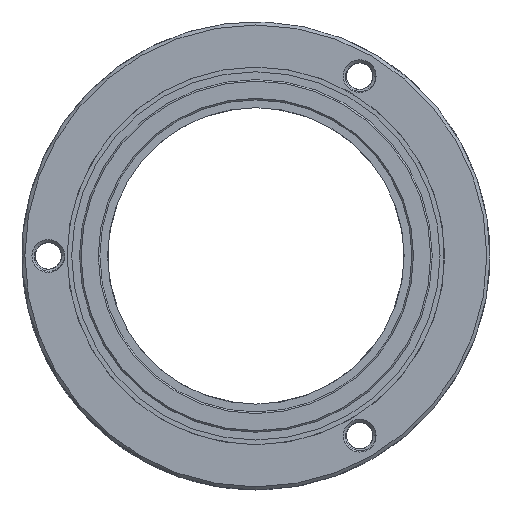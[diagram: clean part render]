
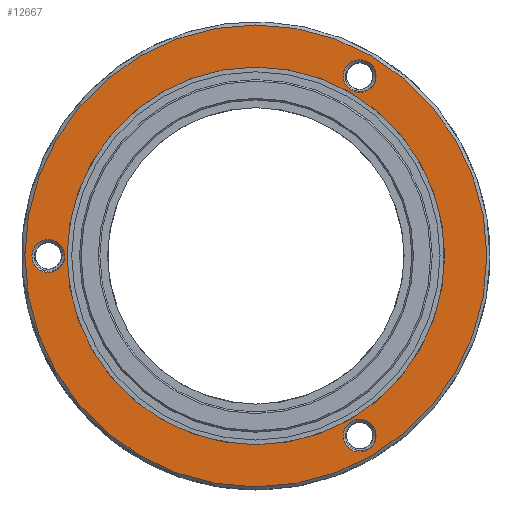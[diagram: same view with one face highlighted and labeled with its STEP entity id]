
A CAD part, left-side view. The second image highlights one B-rep face of the part: STEP entity #12667.
In plain terms, the highlighted planar face has unit normal (-1, 0, 0).
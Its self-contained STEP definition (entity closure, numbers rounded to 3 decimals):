
#386 = DIRECTION ( 'NONE',  ( 1., 0., 0. ) ) ;
#558 = ORIENTED_EDGE ( 'NONE', *, *, #3140, .T. ) ;
#734 = AXIS2_PLACEMENT_3D ( 'NONE', #16159, #23863, #6452 ) ;
#1177 = AXIS2_PLACEMENT_3D ( 'NONE', #2409, #386, #18319 ) ;
#1726 = FACE_OUTER_BOUND ( 'NONE', #24171, .T. ) ;
#1775 = CARTESIAN_POINT ( 'NONE',  ( 8., 0., 0. ) ) ;
#2159 = DIRECTION ( 'NONE',  ( -1., 0., 0. ) ) ;
#2195 = VERTEX_POINT ( 'NONE', #5756 ) ;
#2409 = CARTESIAN_POINT ( 'NONE',  ( 8., -6.65, 11.518 ) ) ;
#2838 = VERTEX_POINT ( 'NONE', #4505 ) ;
#2989 = EDGE_LOOP ( 'NONE', ( #14066 ) ) ;
#3140 = EDGE_CURVE ( 'NONE', #19391, #19391, #16174, .T. ) ;
#3526 = FACE_BOUND ( 'NONE', #14310, .T. ) ;
#3648 = AXIS2_PLACEMENT_3D ( 'NONE', #11626, #8028, #25024 ) ;
#4431 = DIRECTION ( 'NONE',  ( 0., 0., -1. ) ) ;
#4505 = CARTESIAN_POINT ( 'NONE',  ( 8., 0., 12.1 ) ) ;
#4911 = ORIENTED_EDGE ( 'NONE', *, *, #25070, .F. ) ;
#5305 = FACE_BOUND ( 'NONE', #21338, .T. ) ;
#5660 = CIRCLE ( 'NONE', #3648, 12.1 ) ;
#5756 = CARTESIAN_POINT ( 'NONE',  ( 8., 0., -14.8 ) ) ;
#6113 = VERTEX_POINT ( 'NONE', #17836 ) ;
#6320 = AXIS2_PLACEMENT_3D ( 'NONE', #1775, #2159, #19220 ) ;
#6452 = DIRECTION ( 'NONE',  ( 0., 0., -1. ) ) ;
#7247 = EDGE_CURVE ( 'NONE', #17472, #17472, #12171, .T. ) ;
#7325 = DIRECTION ( 'NONE',  ( 1., 0., 0. ) ) ;
#7904 = AXIS2_PLACEMENT_3D ( 'NONE', #23092, #7325, #13473 ) ;
#8028 = DIRECTION ( 'NONE',  ( -1., 0., 0. ) ) ;
#9097 = PLANE ( 'NONE',  #7904 ) ;
#9153 = ORIENTED_EDGE ( 'NONE', *, *, #21883, .T. ) ;
#10533 = CARTESIAN_POINT ( 'NONE',  ( 8., 13.3, 0. ) ) ;
#11626 = CARTESIAN_POINT ( 'NONE',  ( 8., 0., 0. ) ) ;
#11754 = CARTESIAN_POINT ( 'NONE',  ( 8., -6.65, 10.468 ) ) ;
#12171 = CIRCLE ( 'NONE', #1177, 1.05 ) ;
#12667 = ADVANCED_FACE ( 'NONE', ( #1726, #5305, #12980, #3526, #17377 ), #9097, .F. ) ;
#12980 = FACE_BOUND ( 'NONE', #2989, .T. ) ;
#13473 = DIRECTION ( 'NONE',  ( 0., 0., -1. ) ) ;
#14066 = ORIENTED_EDGE ( 'NONE', *, *, #7247, .T. ) ;
#14310 = EDGE_LOOP ( 'NONE', ( #24743 ) ) ;
#15906 = DIRECTION ( 'NONE',  ( 1., 0., 0. ) ) ;
#16159 = CARTESIAN_POINT ( 'NONE',  ( 8., -6.65, -11.518 ) ) ;
#16174 = CIRCLE ( 'NONE', #734, 1.05 ) ;
#17342 = CARTESIAN_POINT ( 'NONE',  ( 8., -6.65, -12.568 ) ) ;
#17377 = FACE_BOUND ( 'NONE', #22296, .T. ) ;
#17472 = VERTEX_POINT ( 'NONE', #11754 ) ;
#17836 = CARTESIAN_POINT ( 'NONE',  ( 8., 13.3, -1.05 ) ) ;
#18319 = DIRECTION ( 'NONE',  ( 0., 0., -1. ) ) ;
#18582 = CIRCLE ( 'NONE', #19410, 1.05 ) ;
#19220 = DIRECTION ( 'NONE',  ( 0., 0., -1. ) ) ;
#19391 = VERTEX_POINT ( 'NONE', #17342 ) ;
#19410 = AXIS2_PLACEMENT_3D ( 'NONE', #10533, #15906, #4431 ) ;
#21338 = EDGE_LOOP ( 'NONE', ( #558 ) ) ;
#21883 = EDGE_CURVE ( 'NONE', #2195, #2195, #24927, .T. ) ;
#22296 = EDGE_LOOP ( 'NONE', ( #4911 ) ) ;
#23092 = CARTESIAN_POINT ( 'NONE',  ( 8., 15., 0. ) ) ;
#23304 = EDGE_CURVE ( 'NONE', #6113, #6113, #18582, .T. ) ;
#23863 = DIRECTION ( 'NONE',  ( 1., 0., 0. ) ) ;
#24171 = EDGE_LOOP ( 'NONE', ( #9153 ) ) ;
#24743 = ORIENTED_EDGE ( 'NONE', *, *, #23304, .T. ) ;
#24927 = CIRCLE ( 'NONE', #6320, 14.8 ) ;
#25024 = DIRECTION ( 'NONE',  ( 0., 0., 1. ) ) ;
#25070 = EDGE_CURVE ( 'NONE', #2838, #2838, #5660, .T. ) ;
